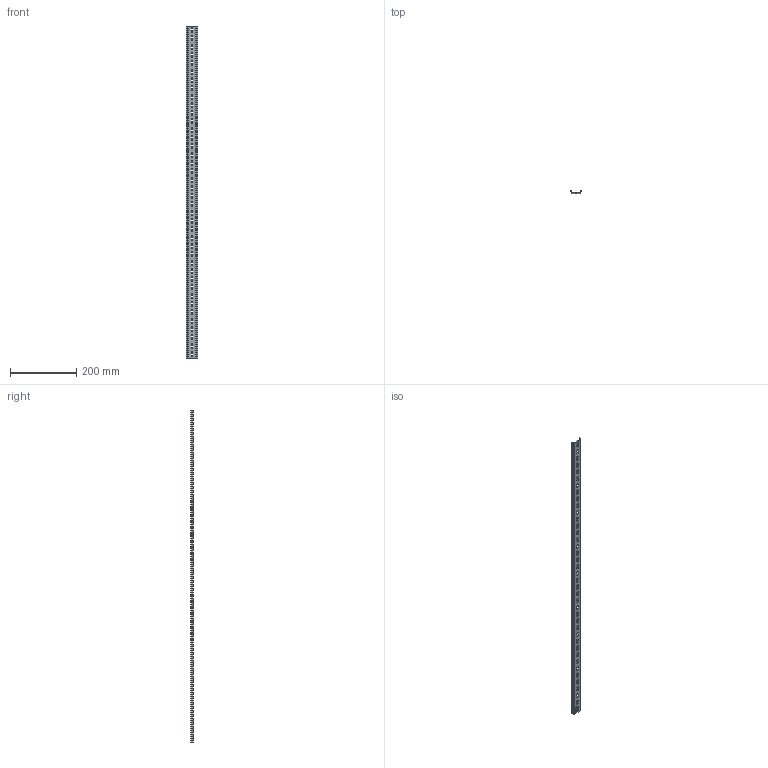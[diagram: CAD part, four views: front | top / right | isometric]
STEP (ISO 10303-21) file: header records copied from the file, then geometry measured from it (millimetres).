
FILE_DESCRIPTION (( 'STEP AP214' ), '1' );
FILE_NAME ('www.techna.co.uk-DIN 35 Rail.STEP', '2018-12-15T13:43:15', ( '' ), ( '' ), 'SwSTEP 2.0', 'SolidWorks 2018', '' );
FILE_SCHEMA (( 'AUTOMOTIVE_DESIGN' ));
Length unit declared in the file: millimetre
Products named in the file (1): www.techna.co.uk-DIN 35 Rail
Bounding box: 35 x 7.5 x 1000 mm (x, y, z)
Volume: 41305.7 mm3; surface area: 86196.8 mm2
Topology: 1 solids, 1 shells, 348 faces, 1014 edges, 676 vertices
Faces by surface type: cylinder 185, plane 163
Entity records: 11822 total; most frequent: DIRECTION 2082, CARTESIAN_POINT 2039, ORIENTED_EDGE 2028, EDGE_CURVE 1014, AXIS2_PLACEMENT_3D 719, VERTEX_POINT 676, LINE 644, VECTOR 644
